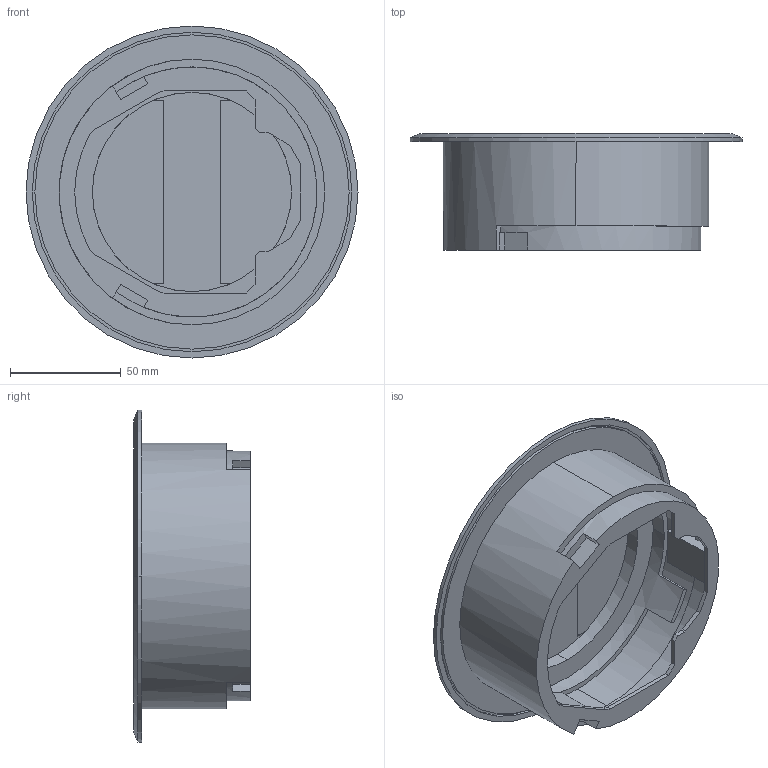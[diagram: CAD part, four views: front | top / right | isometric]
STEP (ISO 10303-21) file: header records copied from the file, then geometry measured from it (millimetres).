
FILE_DESCRIPTION((''),'2;1');
FILE_NAME('LAR02KK_ASM','2024-02-06T11:16:00',('goergem'),(''),'CREO PARAMETRIC BY PTC INC, 2022281','CREO PARAMETRIC BY PTC INC, 2022281','');
FILE_SCHEMA(('AUTOMOTIVE_DESIGN { 1 0 10303 214 1 1 1 1 }'));
Length unit declared in the file: millimetre
Products named in the file (4): BSR_BECHEROBERTEIL_6; BSR_DECKEL_KUNSTSTOFFKLAPPE_3; LAR02KK_ASM_3_ASM; LAR02KK_ASM
Assembly tree (3 placements, depth 3):
  LAR02KK_ASM
    LAR02KK_ASM_3_ASM
      BSR_BECHEROBERTEIL_6
      BSR_DECKEL_KUNSTSTOFFKLAPPE_3
Bounding box: 150 x 52.65 x 150 mm (x, y, z)
Volume: 170047.6 mm3; surface area: 111193.3 mm2
Topology: 2 solids, 2 shells, 115 faces, 321 edges, 213 vertices
Faces by surface type: plane 87, cylinder 26, cone 2
Entity records: 6515 total; most frequent: DIRECTION 1044, CARTESIAN_POINT 929, ORIENTED_EDGE 642, AXIS2_PLACEMENT_3D 365, EDGE_CURVE 321, VECTOR 239, LINE 239, VERTEX_POINT 213
